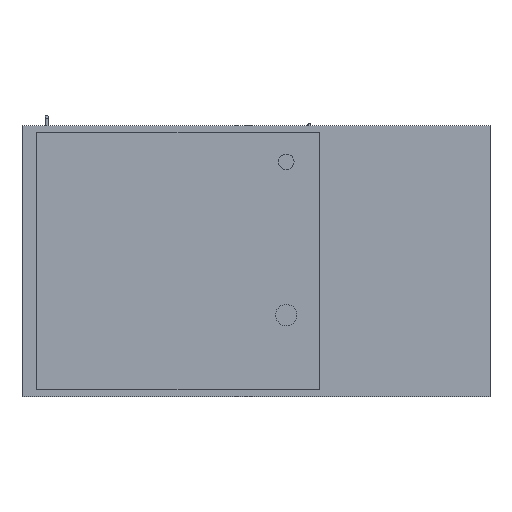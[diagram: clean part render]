
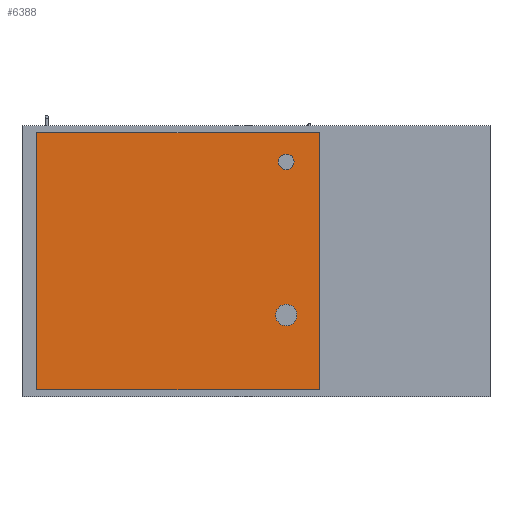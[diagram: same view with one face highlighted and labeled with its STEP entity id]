
A CAD part, front view. The second image highlights one B-rep face of the part: STEP entity #6388.
In plain terms, the highlighted planar face has unit normal (0, -1, 0).
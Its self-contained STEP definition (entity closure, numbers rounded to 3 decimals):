
#372=FACE_OUTER_BOUND('',#769,.T.);
#769=EDGE_LOOP('',(#4270,#4271,#4272,#4273));
#1185=LINE('',#9357,#1940);
#1187=LINE('',#9361,#1942);
#1188=LINE('',#9364,#1943);
#1189=LINE('',#9365,#1944);
#1940=VECTOR('',#7457,10.);
#1942=VECTOR('',#7461,10.);
#1943=VECTOR('',#7464,10.);
#1944=VECTOR('',#7465,10.);
#2685=VERTEX_POINT('',#9353);
#2686=VERTEX_POINT('',#9355);
#2687=VERTEX_POINT('',#9359);
#2688=VERTEX_POINT('',#9363);
#3313=EDGE_CURVE('',#2686,#2685,#1185,.T.);
#3315=EDGE_CURVE('',#2686,#2687,#1187,.T.);
#3316=EDGE_CURVE('',#2688,#2687,#1188,.T.);
#3317=EDGE_CURVE('',#2685,#2688,#1189,.T.);
#4270=ORIENTED_EDGE('',*,*,#3315,.T.);
#4271=ORIENTED_EDGE('',*,*,#3316,.F.);
#4272=ORIENTED_EDGE('',*,*,#3317,.F.);
#4273=ORIENTED_EDGE('',*,*,#3313,.F.);
#6077=PLANE('',#6847);
#6388=ADVANCED_FACE('',(#372),#6077,.T.);
#6847=AXIS2_PLACEMENT_3D('',#9362,#7462,#7463);
#7457=DIRECTION('',(0.,0.,1.));
#7461=DIRECTION('',(1.,0.,0.));
#7462=DIRECTION('center_axis',(0.,-1.,0.));
#7463=DIRECTION('ref_axis',(0.,0.,-1.));
#7464=DIRECTION('',(0.,0.,-1.));
#7465=DIRECTION('',(1.,0.,0.));
#9353=CARTESIAN_POINT('',(-362.5,-185.,330.));
#9355=CARTESIAN_POINT('',(-362.5,-185.,-330.));
#9357=CARTESIAN_POINT('',(-362.5,-185.,330.));
#9359=CARTESIAN_POINT('',(362.5,-185.,-330.));
#9361=CARTESIAN_POINT('',(0.,-185.,-330.));
#9362=CARTESIAN_POINT('Origin',(0.,-185.,330.));
#9363=CARTESIAN_POINT('',(362.5,-185.,330.));
#9364=CARTESIAN_POINT('',(362.5,-185.,330.));
#9365=CARTESIAN_POINT('',(0.,-185.,330.));
